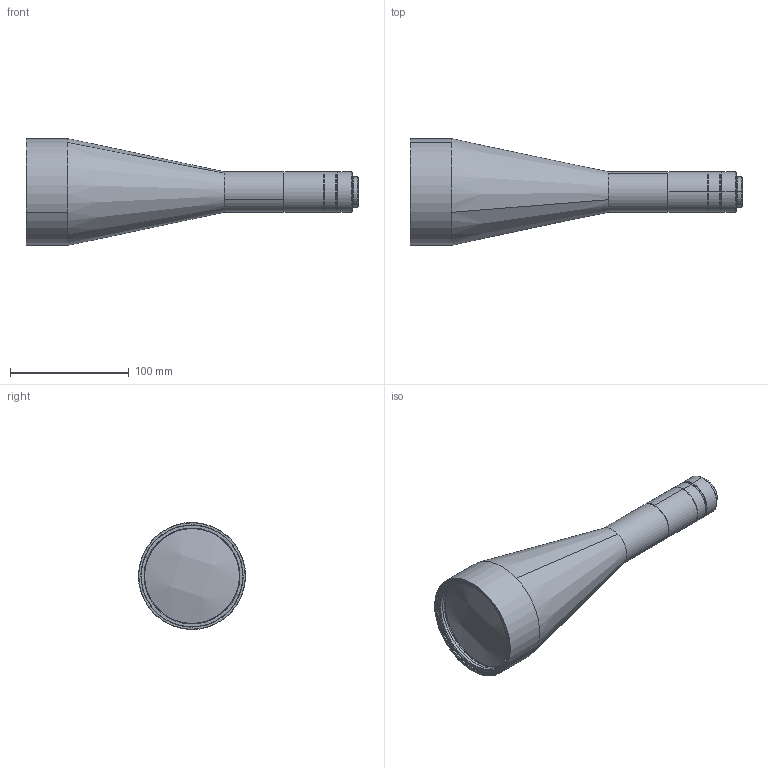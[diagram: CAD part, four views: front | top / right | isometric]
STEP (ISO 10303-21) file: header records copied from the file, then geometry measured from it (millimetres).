
FILE_DESCRIPTION (( 'STEP AP214' ), '1' );
FILE_NAME ('TTL16-70-150C.STEP', '2023-05-12T07:56:04', ( '' ), ( '' ), 'SwSTEP 2.0', 'SolidWorks 2022', '' );
FILE_SCHEMA (( 'AUTOMOTIVE_DESIGN' ));
Length unit declared in the file: millimetre
Products named in the file (1): TTL16-70-150C
Bounding box: 279.38 x 89.92 x 89.92 mm (x, y, z)
Volume: 279970.4 mm3; surface area: 122831.7 mm2
Topology: 18 solids, 18 shells, 315 faces, 662 edges, 411 vertices
Faces by surface type: cylinder 126, cone 89, plane 73, bspline 27
Entity records: 13028 total; most frequent: CARTESIAN_POINT 2368, DIRECTION 1615, ORIENTED_EDGE 1324, AXIS2_PLACEMENT_3D 688, EDGE_CURVE 662, VERTEX_POINT 411, CIRCLE 399, EDGE_LOOP 371
